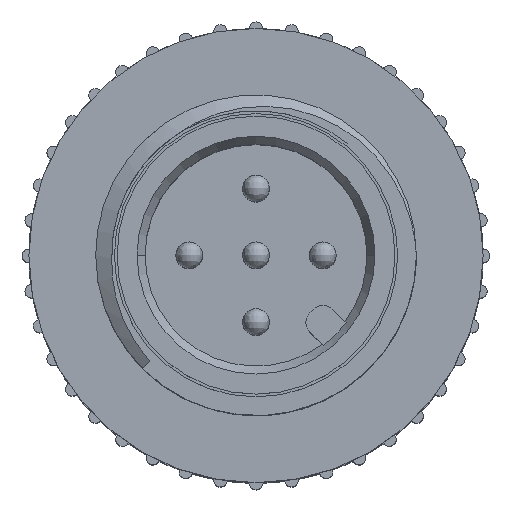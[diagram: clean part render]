
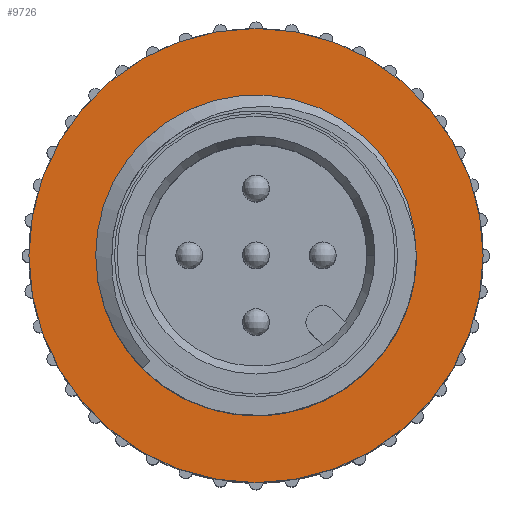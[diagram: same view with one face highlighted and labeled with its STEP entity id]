
A CAD part, top view. The second image highlights one B-rep face of the part: STEP entity #9726.
In plain terms, the highlighted planar face has unit normal (0, 0, 1).
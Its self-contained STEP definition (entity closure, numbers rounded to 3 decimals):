
#536 = DIRECTION ( 'NONE',  ( 0., 0., -1. ) ) ;
#1424 = EDGE_CURVE ( 'NONE', #13261, #21783, #16531, .T. ) ;
#1865 = CARTESIAN_POINT ( 'NONE',  ( 5.3, 0., 16. ) ) ;
#2271 = DIRECTION ( 'NONE',  ( -1., 0., 0. ) ) ;
#2289 = DIRECTION ( 'NONE',  ( 0., 0., -1. ) ) ;
#2313 = CARTESIAN_POINT ( 'NONE',  ( 0., 0., 16. ) ) ;
#2963 = EDGE_LOOP ( 'NONE', ( #4915, #13652 ) ) ;
#3740 = EDGE_CURVE ( 'NONE', #15018, #16803, #6746, .T. ) ;
#4090 = AXIS2_PLACEMENT_3D ( 'NONE', #2313, #2289, #2271 ) ;
#4221 = ORIENTED_EDGE ( 'NONE', *, *, #1424, .T. ) ;
#4484 = EDGE_CURVE ( 'NONE', #21783, #13261, #6995, .T. ) ;
#4915 = ORIENTED_EDGE ( 'NONE', *, *, #13964, .F. ) ;
#6746 = CIRCLE ( 'NONE', #4090, 8.5 ) ;
#6995 = CIRCLE ( 'NONE', #15111, 5.3 ) ;
#7812 = CIRCLE ( 'NONE', #21707, 8.5 ) ;
#8384 = AXIS2_PLACEMENT_3D ( 'NONE', #11223, #10958, #10940 ) ;
#9726 = ADVANCED_FACE ( 'NONE', ( #10685, #20928 ), #11018, .T. ) ;
#10685 = FACE_OUTER_BOUND ( 'NONE', #2963, .T. ) ;
#10837 = CARTESIAN_POINT ( 'NONE',  ( 0., 0., 16. ) ) ;
#10940 = DIRECTION ( 'NONE',  ( 1., 0., 0. ) ) ;
#10958 = DIRECTION ( 'NONE',  ( 0., 0., 1. ) ) ;
#11018 = PLANE ( 'NONE',  #8384 ) ;
#11223 = CARTESIAN_POINT ( 'NONE',  ( -6., 0., 16. ) ) ;
#11781 = CARTESIAN_POINT ( 'NONE',  ( -8.5, 0., 16. ) ) ;
#12623 = DIRECTION ( 'NONE',  ( -1., 0., 0. ) ) ;
#12680 = ORIENTED_EDGE ( 'NONE', *, *, #4484, .T. ) ;
#12885 = DIRECTION ( 'NONE',  ( -1., 0., 0. ) ) ;
#12915 = DIRECTION ( 'NONE',  ( 0., 0., -1. ) ) ;
#12937 = CARTESIAN_POINT ( 'NONE',  ( 0., 0., 16. ) ) ;
#13261 = VERTEX_POINT ( 'NONE', #1865 ) ;
#13652 = ORIENTED_EDGE ( 'NONE', *, *, #3740, .F. ) ;
#13964 = EDGE_CURVE ( 'NONE', #16803, #15018, #7812, .T. ) ;
#15018 = VERTEX_POINT ( 'NONE', #22737 ) ;
#15111 = AXIS2_PLACEMENT_3D ( 'NONE', #22004, #21972, #21919 ) ;
#15964 = CARTESIAN_POINT ( 'NONE',  ( -5.3, 0., 16. ) ) ;
#16531 = CIRCLE ( 'NONE', #21497, 5.3 ) ;
#16803 = VERTEX_POINT ( 'NONE', #11781 ) ;
#18742 = EDGE_LOOP ( 'NONE', ( #12680, #4221 ) ) ;
#20928 = FACE_BOUND ( 'NONE', #18742, .T. ) ;
#21497 = AXIS2_PLACEMENT_3D ( 'NONE', #12937, #12915, #12885 ) ;
#21707 = AXIS2_PLACEMENT_3D ( 'NONE', #10837, #536, #12623 ) ;
#21783 = VERTEX_POINT ( 'NONE', #15964 ) ;
#21919 = DIRECTION ( 'NONE',  ( -1., 0., 0. ) ) ;
#21972 = DIRECTION ( 'NONE',  ( 0., 0., -1. ) ) ;
#22004 = CARTESIAN_POINT ( 'NONE',  ( 0., 0., 16. ) ) ;
#22737 = CARTESIAN_POINT ( 'NONE',  ( 8.5, 0., 16. ) ) ;
